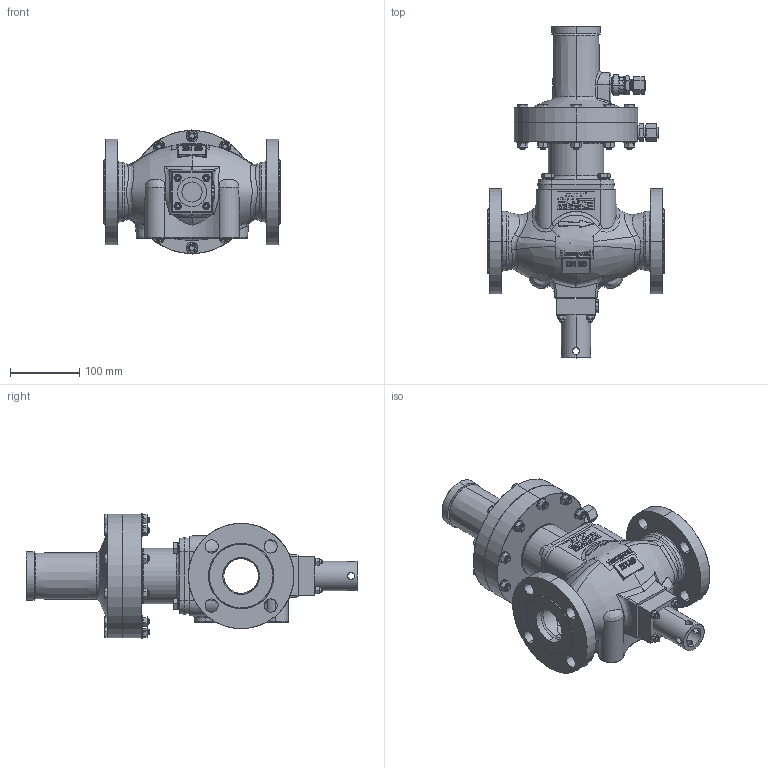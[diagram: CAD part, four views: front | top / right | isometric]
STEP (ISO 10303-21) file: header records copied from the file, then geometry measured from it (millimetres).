
FILE_DESCRIPTION (( 'STEP AP214' ), '1' );
FILE_NAME ('MB_HON720_DN_50_Class_150_K4.STEP', '2017-03-17T09:28:03', ( '' ), ( '' ), 'SwSTEP 2.0', 'SolidWorks 2015', '' );
FILE_SCHEMA (( 'AUTOMOTIVE_DESIGN' ));
Length unit declared in the file: millimetre
Products named in the file (1): MB_HON720_DN_50_Class_150_K4
Bounding box: 254 x 478.88 x 179 mm (x, y, z)
Surface area: 397279.9 mm2 (no closed solid volume)
Topology: 0 solids, 1119 shells, 1357 faces, 6449 edges, 6209 vertices
Faces by surface type: plane 536, bspline 300, cylinder 264, cone 257
Entity records: 150759 total; most frequent: CARTESIAN_POINT 106431, ORIENTED_EDGE 6949, DIRECTION 6842, EDGE_CURVE 6438, VERTEX_POINT 6209, B_SPLINE_CURVE_WITH_KNOTS 2872, LINE 2384, VECTOR 2384
